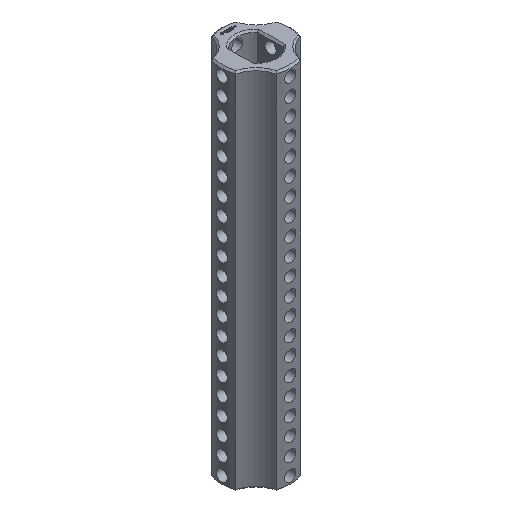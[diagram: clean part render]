
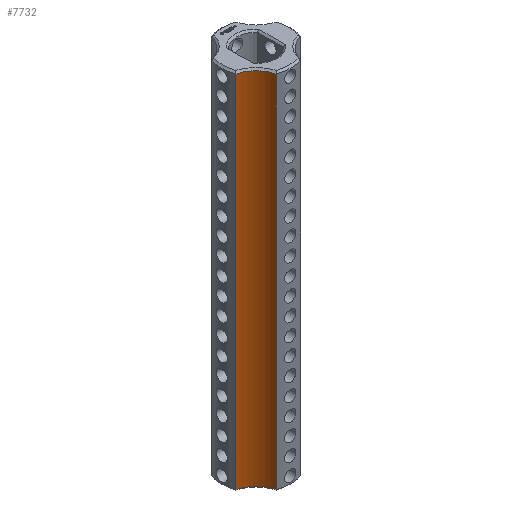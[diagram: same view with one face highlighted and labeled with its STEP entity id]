
A CAD part, isometric view. The second image highlights one B-rep face of the part: STEP entity #7732.
In plain terms, the highlighted cylindrical face has radius 5 mm (diameter 10 mm), a partial arc.
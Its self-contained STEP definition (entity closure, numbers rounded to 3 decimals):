
#2307 = EDGE_CURVE('',#2308,#2310,#2312,.T.);
#2308 = VERTEX_POINT('',#2309);
#2309 = CARTESIAN_POINT('',(-2.225,-5.841,0.3));
#2310 = VERTEX_POINT('',#2311);
#2311 = CARTESIAN_POINT('',(-2.225,-5.841,65.325));
#2312 = LINE('',#2313,#2314);
#2313 = CARTESIAN_POINT('',(-2.225,-5.841,0.));
#2314 = VECTOR('',#2315,1.);
#2315 = DIRECTION('',(0.,0.,1.));
#7732 = ADVANCED_FACE('',(#7733),#7760,.F.);
#7733 = FACE_BOUND('',#7734,.T.);
#7734 = EDGE_LOOP('',(#7735,#7736,#7745,#7753));
#7735 = ORIENTED_EDGE('',*,*,#2307,.T.);
#7736 = ORIENTED_EDGE('',*,*,#7737,.T.);
#7737 = EDGE_CURVE('',#2310,#7738,#7740,.T.);
#7738 = VERTEX_POINT('',#7739);
#7739 = CARTESIAN_POINT('',(-5.841,-2.225,65.325));
#7740 = CIRCLE('',#7741,5.);
#7741 = AXIS2_PLACEMENT_3D('',#7742,#7743,#7744);
#7742 = CARTESIAN_POINT('',(-7.071,-7.071,65.325));
#7743 = DIRECTION('',(0.,-0.,1.));
#7744 = DIRECTION('',(0.969,0.246,0.));
#7745 = ORIENTED_EDGE('',*,*,#7746,.F.);
#7746 = EDGE_CURVE('',#7747,#7738,#7749,.T.);
#7747 = VERTEX_POINT('',#7748);
#7748 = CARTESIAN_POINT('',(-5.841,-2.225,0.3));
#7749 = LINE('',#7750,#7751);
#7750 = CARTESIAN_POINT('',(-5.841,-2.225,0.));
#7751 = VECTOR('',#7752,1.);
#7752 = DIRECTION('',(0.,0.,1.));
#7753 = ORIENTED_EDGE('',*,*,#7754,.F.);
#7754 = EDGE_CURVE('',#2308,#7747,#7755,.T.);
#7755 = CIRCLE('',#7756,5.);
#7756 = AXIS2_PLACEMENT_3D('',#7757,#7758,#7759);
#7757 = CARTESIAN_POINT('',(-7.071,-7.071,0.3));
#7758 = DIRECTION('',(0.,-0.,1.));
#7759 = DIRECTION('',(0.969,0.246,0.));
#7760 = CYLINDRICAL_SURFACE('',#7761,5.);
#7761 = AXIS2_PLACEMENT_3D('',#7762,#7763,#7764);
#7762 = CARTESIAN_POINT('',(-7.071,-7.071,0.));
#7763 = DIRECTION('',(-0.,-0.,-1.));
#7764 = DIRECTION('',(1.,0.,0.));
